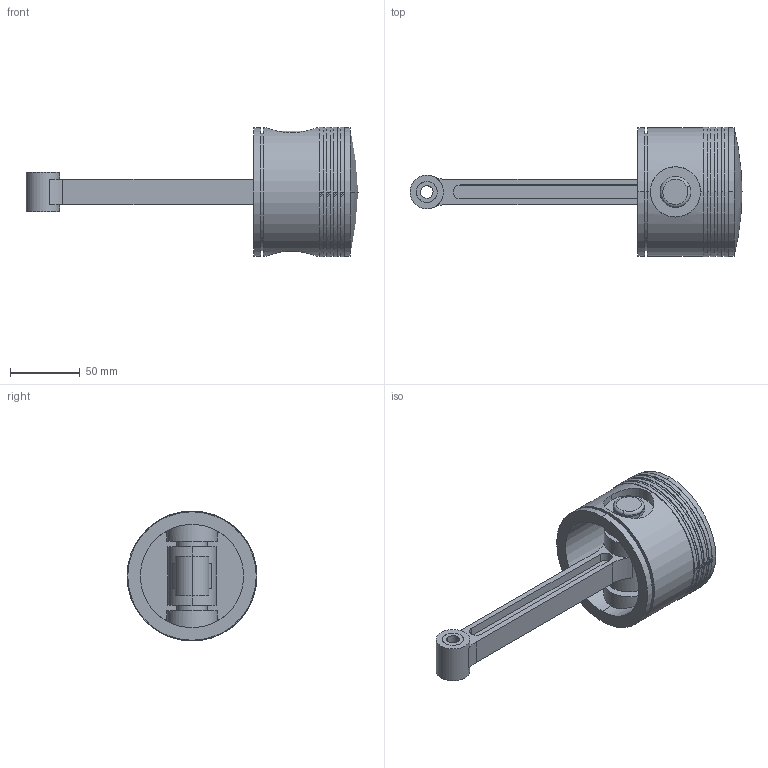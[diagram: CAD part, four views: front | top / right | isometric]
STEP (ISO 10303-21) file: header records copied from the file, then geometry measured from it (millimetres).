
FILE_DESCRIPTION (( 'STEP AP214' ), '1' );
FILE_NAME ('articulated_rod_piston_assembly.STEP', '2025-07-13T18:29:35', ( '' ), ( '' ), 'SwSTEP 2.0', 'SolidWorks 2025', '' );
FILE_SCHEMA (( 'AUTOMOTIVE_DESIGN' ));
Length unit declared in the file: millimetre
Products named in the file (9): piston_pin; articulated_rod; rod_bush_lower; piston_head_with_rings_assembly; piston_pin_plug; piston; rod_bush_upper; articulated_rod_piston_assembly; piston_ring
Assembly tree (12 placements, depth 3):
  articulated_rod_piston_assembly
    articulated_rod
    piston_head_with_rings_assembly
      piston
      piston_ring  x4
    rod_bush_lower
    rod_bush_upper
    piston_pin
    piston_pin_plug  x2
Bounding box: 237.68 x 93 x 93 mm (x, y, z)
Volume: 311523.4 mm3; surface area: 123965.9 mm2
Topology: 11 solids, 11 shells, 162 faces, 372 edges, 247 vertices
Faces by surface type: cylinder 98, plane 58, torus 4, sphere 2
Entity records: 4307 total; most frequent: CARTESIAN_POINT 1062, DIRECTION 698, ORIENTED_EDGE 568, AXIS2_PLACEMENT_3D 297, EDGE_CURVE 284, VERTEX_POINT 189, CIRCLE 158, EDGE_LOOP 151
